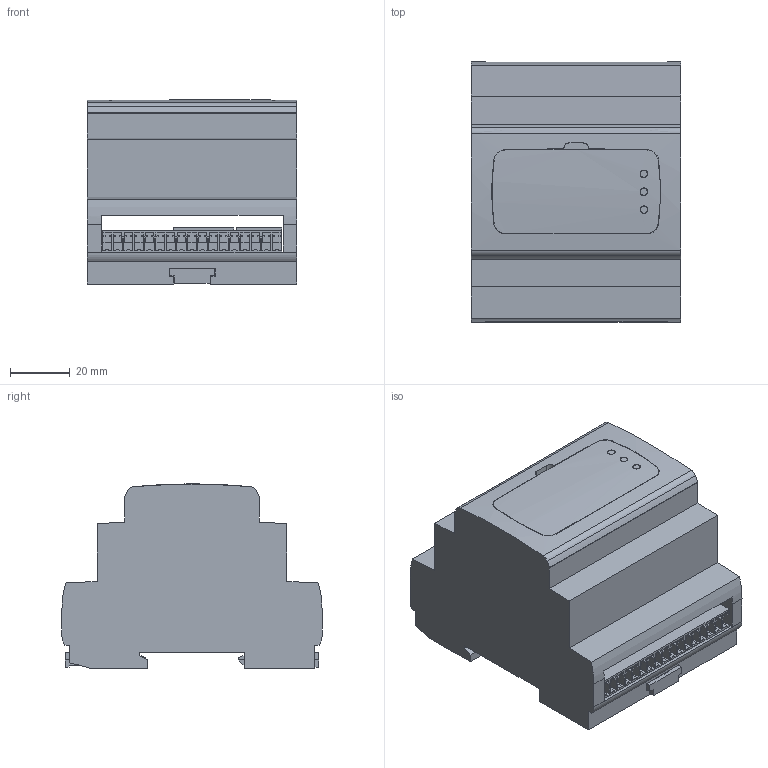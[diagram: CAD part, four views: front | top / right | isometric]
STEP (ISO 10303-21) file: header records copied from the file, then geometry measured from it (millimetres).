
FILE_DESCRIPTION((''),'2;1');
FILE_NAME('SB111087_3D-SIMPLIFIED_ASM','2014-08-04T',('mcordero'),(''),'PRO/ENGINEER BY PARAMETRIC TECHNOLOGY CORPORATION, 2009280','PRO/ENGINEER BY PARAMETRIC TECHNOLOGY CORPORATION, 2009280','');
FILE_SCHEMA(('CONFIG_CONTROL_DESIGN'));
Length unit declared in the file: millimetre
Products named in the file (10): CORPS; AGRAFFE; PRT0001; CONNECTION_BAS; CONNECTION-HAUT-3; CONNECTION-HAUT-4; CONNECTIO-HAUT-2; CONNECTION-HAUT-1; SB111087_3D-SIMPLIFIED-1_ASM; SB111087_3D-SIMPLIFIED_ASM
Assembly tree (9 placements, depth 3):
  SB111087_3D-SIMPLIFIED_ASM
    SB111087_3D-SIMPLIFIED-1_ASM
      CORPS
      AGRAFFE
      PRT0001
      CONNECTION_BAS
      CONNECTION-HAUT-3
      CONNECTION-HAUT-4
      CONNECTIO-HAUT-2
      CONNECTION-HAUT-1
Bounding box: 70.1 x 87 x 61.6 mm (x, y, z)
Volume: 205902.4 mm3; surface area: 60219.8 mm2
Topology: 8 solids, 8 shells, 887 faces, 2521 edges, 1672 vertices
Faces by surface type: plane 788, cylinder 98, extrusion 1
Entity records: 28832 total; most frequent: CARTESIAN_POINT 5335, ORIENTED_EDGE 5042, DIRECTION 4520, EDGE_CURVE 2521, VECTOR 2278, LINE 2277, VERTEX_POINT 1672, AXIS2_PLACEMENT_3D 1121
